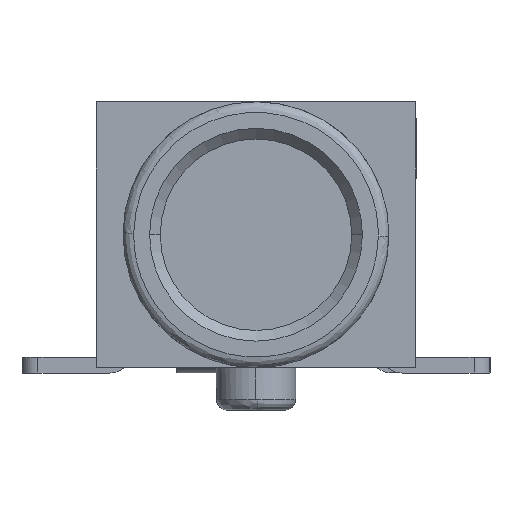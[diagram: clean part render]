
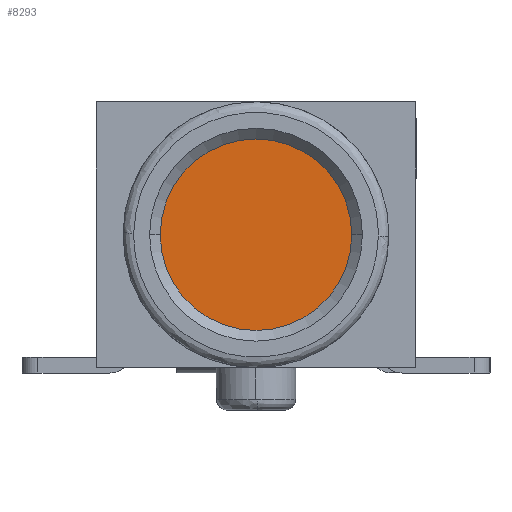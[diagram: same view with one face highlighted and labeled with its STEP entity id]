
A CAD part, left-side view. The second image highlights one B-rep face of the part: STEP entity #8293.
In plain terms, the highlighted planar face has unit normal (-1, 0, 0).
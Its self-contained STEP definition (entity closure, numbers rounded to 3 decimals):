
#391 = VERTEX_POINT ( 'NONE', #7330 ) ;
#519 = DIRECTION ( 'NONE',  ( 0., -1., 0. ) ) ;
#946 = AXIS2_PLACEMENT_3D ( 'NONE', #15967, #6094, #12969 ) ;
#1001 = ORIENTED_EDGE ( 'NONE', *, *, #11130, .T. ) ;
#1275 = DIRECTION ( 'NONE',  ( 0., -1., 0. ) ) ;
#1665 = PLANE ( 'NONE',  #1821 ) ;
#1739 = EDGE_CURVE ( 'NONE', #391, #17890, #12927, .T. ) ;
#1821 = AXIS2_PLACEMENT_3D ( 'NONE', #2908, #2542, #1275 ) ;
#2542 = DIRECTION ( 'NONE',  ( -1., 0., 0. ) ) ;
#2908 = CARTESIAN_POINT ( 'NONE',  ( 3.5, 0., 0. ) ) ;
#3130 = FACE_OUTER_BOUND ( 'NONE', #10021, .T. ) ;
#4616 = ORIENTED_EDGE ( 'NONE', *, *, #1739, .T. ) ;
#6094 = DIRECTION ( 'NONE',  ( -1., 0., 0. ) ) ;
#7330 = CARTESIAN_POINT ( 'NONE',  ( 3.5, -1.8, 0. ) ) ;
#7569 = AXIS2_PLACEMENT_3D ( 'NONE', #15355, #13989, #519 ) ;
#8293 = ADVANCED_FACE ( 'NONE', ( #3130 ), #1665, .T. ) ;
#10021 = EDGE_LOOP ( 'NONE', ( #4616, #1001 ) ) ;
#11130 = EDGE_CURVE ( 'NONE', #17890, #391, #13415, .T. ) ;
#12927 = CIRCLE ( 'NONE', #946, 1.8 ) ;
#12969 = DIRECTION ( 'NONE',  ( 0., -1., 0. ) ) ;
#13415 = CIRCLE ( 'NONE', #7569, 1.8 ) ;
#13989 = DIRECTION ( 'NONE',  ( -1., 0., 0. ) ) ;
#14828 = CARTESIAN_POINT ( 'NONE',  ( 3.5, 1.8, 0. ) ) ;
#15355 = CARTESIAN_POINT ( 'NONE',  ( 3.5, 0., 0. ) ) ;
#15967 = CARTESIAN_POINT ( 'NONE',  ( 3.5, 0., 0. ) ) ;
#17890 = VERTEX_POINT ( 'NONE', #14828 ) ;
